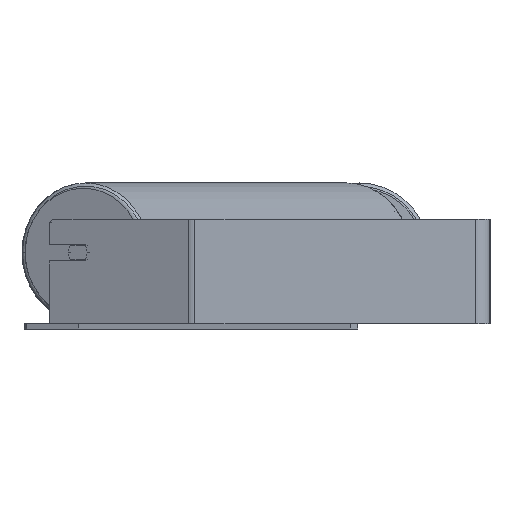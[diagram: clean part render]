
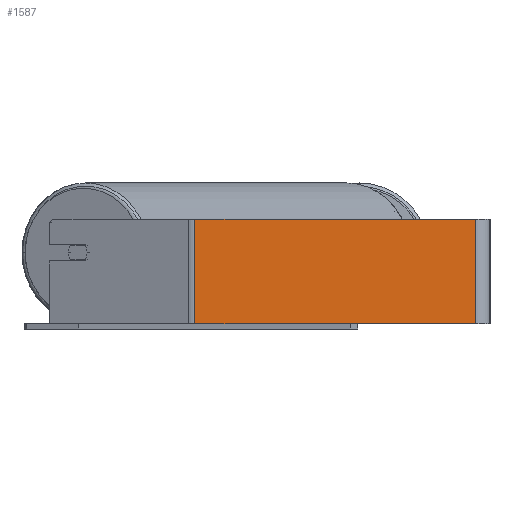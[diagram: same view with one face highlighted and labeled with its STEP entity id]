
A CAD part, left-side view. The second image highlights one B-rep face of the part: STEP entity #1587.
In plain terms, the highlighted planar face has unit normal (-1, 0, 0).
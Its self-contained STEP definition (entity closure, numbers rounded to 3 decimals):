
#369 = VERTEX_POINT ( 'NONE', #4755 ) ;
#470 = DIRECTION ( 'NONE',  ( 0., -1., 0. ) ) ;
#804 = EDGE_CURVE ( 'NONE', #6910, #369, #7020, .T. ) ;
#1164 = VERTEX_POINT ( 'NONE', #1799 ) ;
#1300 = CARTESIAN_POINT ( 'NONE',  ( -945., 284.957, -50. ) ) ;
#1399 = CARTESIAN_POINT ( 'NONE',  ( -945., 284.957, 50. ) ) ;
#1587 = ADVANCED_FACE ( 'NONE', ( #7726 ), #7870, .F. ) ;
#1731 = DIRECTION ( 'NONE',  ( 0., -1., 0. ) ) ;
#1799 = CARTESIAN_POINT ( 'NONE',  ( -945., 14., 50. ) ) ;
#2177 = AXIS2_PLACEMENT_3D ( 'NONE', #1399, #8379, #4155 ) ;
#2549 = LINE ( 'NONE', #4587, #8747 ) ;
#3294 = EDGE_LOOP ( 'NONE', ( #7838, #7944, #7032, #8533 ) ) ;
#3487 = LINE ( 'NONE', #6416, #8726 ) ;
#4150 = EDGE_CURVE ( 'NONE', #369, #5496, #4855, .T. ) ;
#4155 = DIRECTION ( 'NONE',  ( 0., 0., -1. ) ) ;
#4235 = CARTESIAN_POINT ( 'NONE',  ( -945., 281.853, 50. ) ) ;
#4467 = VECTOR ( 'NONE', #470, 1000. ) ;
#4587 = CARTESIAN_POINT ( 'NONE',  ( -945., 284.957, 50. ) ) ;
#4755 = CARTESIAN_POINT ( 'NONE',  ( -945., 281.853, -50. ) ) ;
#4855 = LINE ( 'NONE', #1300, #4467 ) ;
#5496 = VERTEX_POINT ( 'NONE', #5720 ) ;
#5720 = CARTESIAN_POINT ( 'NONE',  ( -945., 14., -50. ) ) ;
#6416 = CARTESIAN_POINT ( 'NONE',  ( -945., 14., 50. ) ) ;
#6910 = VERTEX_POINT ( 'NONE', #8248 ) ;
#6967 = DIRECTION ( 'NONE',  ( 0., 0., -1. ) ) ;
#7020 = LINE ( 'NONE', #4235, #7154 ) ;
#7032 = ORIENTED_EDGE ( 'NONE', *, *, #8619, .F. ) ;
#7154 = VECTOR ( 'NONE', #6967, 1000. ) ;
#7442 = EDGE_CURVE ( 'NONE', #1164, #5496, #3487, .T. ) ;
#7726 = FACE_OUTER_BOUND ( 'NONE', #3294, .T. ) ;
#7838 = ORIENTED_EDGE ( 'NONE', *, *, #4150, .T. ) ;
#7864 = DIRECTION ( 'NONE',  ( 0., 0., -1. ) ) ;
#7870 = PLANE ( 'NONE',  #2177 ) ;
#7944 = ORIENTED_EDGE ( 'NONE', *, *, #7442, .F. ) ;
#8248 = CARTESIAN_POINT ( 'NONE',  ( -945., 281.853, 50. ) ) ;
#8379 = DIRECTION ( 'NONE',  ( 1., 0., 0. ) ) ;
#8533 = ORIENTED_EDGE ( 'NONE', *, *, #804, .T. ) ;
#8619 = EDGE_CURVE ( 'NONE', #6910, #1164, #2549, .T. ) ;
#8726 = VECTOR ( 'NONE', #7864, 1000. ) ;
#8747 = VECTOR ( 'NONE', #1731, 1000. ) ;
